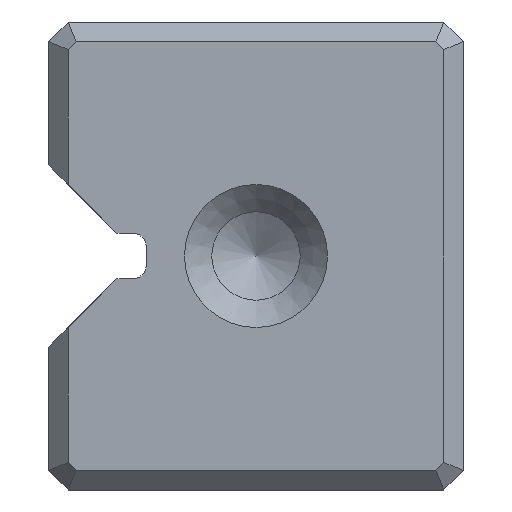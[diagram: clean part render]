
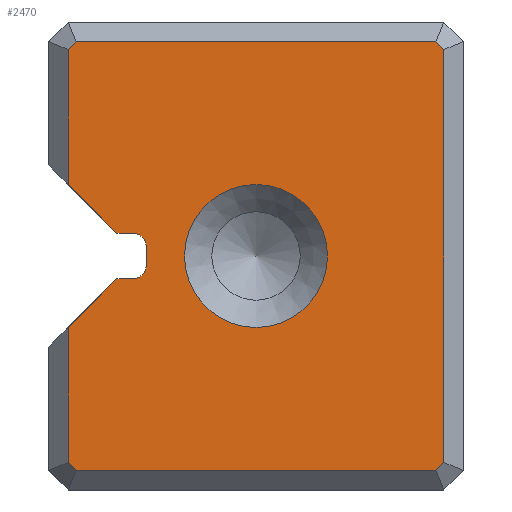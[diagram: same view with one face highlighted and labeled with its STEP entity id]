
A CAD part, left-side view. The second image highlights one B-rep face of the part: STEP entity #2470.
In plain terms, the highlighted planar face has unit normal (-1, 0, 0).
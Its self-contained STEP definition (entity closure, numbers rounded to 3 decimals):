
#2470=ADVANCED_FACE('',(#3334,#3335),#2836,.F.);
#2836=PLANE('',#8578);
#3075=CIRCLE('',#8575,5.5);
#3076=CIRCLE('',#8576,1.);
#3077=CIRCLE('',#8577,1.);
#3334=FACE_BOUND('',#3484,.T.);
#3335=FACE_BOUND('',#3485,.T.);
#3484=EDGE_LOOP('',(#4188));
#3485=EDGE_LOOP('',(#4189,#4190,#4191,#4192,#4193,#4194,#4195,#4196,#4197,
#4198,#4199,#4200,#4201,#4202,#4203,#4204));
#4188=ORIENTED_EDGE('',*,*,#6597,.T.);
#4189=ORIENTED_EDGE('',*,*,#6562,.F.);
#4190=ORIENTED_EDGE('',*,*,#6598,.T.);
#4191=ORIENTED_EDGE('',*,*,#6599,.T.);
#4192=ORIENTED_EDGE('',*,*,#6600,.T.);
#4193=ORIENTED_EDGE('',*,*,#6601,.T.);
#4194=ORIENTED_EDGE('',*,*,#6602,.T.);
#4195=ORIENTED_EDGE('',*,*,#6603,.T.);
#4196=ORIENTED_EDGE('',*,*,#6604,.T.);
#4197=ORIENTED_EDGE('',*,*,#6605,.T.);
#4198=ORIENTED_EDGE('',*,*,#6606,.T.);
#4199=ORIENTED_EDGE('',*,*,#6577,.F.);
#4200=ORIENTED_EDGE('',*,*,#6575,.F.);
#4201=ORIENTED_EDGE('',*,*,#6607,.T.);
#4202=ORIENTED_EDGE('',*,*,#6569,.F.);
#4203=ORIENTED_EDGE('',*,*,#6608,.T.);
#4204=ORIENTED_EDGE('',*,*,#6566,.F.);
#5947=VERTEX_POINT('',#10959);
#5948=VERTEX_POINT('',#10961);
#5951=VERTEX_POINT('',#10969);
#5953=VERTEX_POINT('',#10975);
#5954=VERTEX_POINT('',#10976);
#5959=VERTEX_POINT('',#10987);
#5960=VERTEX_POINT('',#10989);
#5961=VERTEX_POINT('',#10993);
#5976=VERTEX_POINT('',#11031);
#5977=VERTEX_POINT('',#11033);
#5978=VERTEX_POINT('',#11035);
#5979=VERTEX_POINT('',#11037);
#5980=VERTEX_POINT('',#11039);
#5981=VERTEX_POINT('',#11041);
#5982=VERTEX_POINT('',#11043);
#5983=VERTEX_POINT('',#11045);
#5984=VERTEX_POINT('',#11047);
#6562=EDGE_CURVE('',#5947,#5948,#7374,.T.);
#6566=EDGE_CURVE('',#5948,#5951,#7378,.T.);
#6569=EDGE_CURVE('',#5953,#5954,#7381,.T.);
#6575=EDGE_CURVE('',#5959,#5960,#7387,.T.);
#6577=EDGE_CURVE('',#5960,#5961,#7389,.T.);
#6597=EDGE_CURVE('',#5976,#5976,#3075,.T.);
#6598=EDGE_CURVE('',#5947,#5977,#7406,.T.);
#6599=EDGE_CURVE('',#5977,#5978,#7407,.T.);
#6600=EDGE_CURVE('',#5978,#5979,#7408,.T.);
#6601=EDGE_CURVE('',#5979,#5980,#7409,.T.);
#6602=EDGE_CURVE('',#5980,#5981,#7410,.T.);
#6603=EDGE_CURVE('',#5981,#5982,#7411,.T.);
#6604=EDGE_CURVE('',#5982,#5983,#7412,.T.);
#6605=EDGE_CURVE('',#5983,#5984,#7413,.T.);
#6606=EDGE_CURVE('',#5984,#5961,#7414,.T.);
#6607=EDGE_CURVE('',#5959,#5954,#3076,.T.);
#6608=EDGE_CURVE('',#5953,#5951,#3077,.T.);
#7374=LINE('',#10960,#8044);
#7378=LINE('',#10968,#8048);
#7381=LINE('',#10974,#8051);
#7387=LINE('',#10988,#8057);
#7389=LINE('',#10992,#8059);
#7406=LINE('',#11032,#8076);
#7407=LINE('',#11034,#8077);
#7408=LINE('',#11036,#8078);
#7409=LINE('',#11038,#8079);
#7410=LINE('',#11040,#8080);
#7411=LINE('',#11042,#8081);
#7412=LINE('',#11044,#8082);
#7413=LINE('',#11046,#8083);
#7414=LINE('',#11048,#8084);
#8044=VECTOR('',#9081,1.);
#8048=VECTOR('',#9087,1.);
#8051=VECTOR('',#9092,1.);
#8057=VECTOR('',#9100,1.);
#8059=VECTOR('',#9104,1.);
#8076=VECTOR('',#9135,1.);
#8077=VECTOR('',#9136,1.);
#8078=VECTOR('',#9137,1.);
#8079=VECTOR('',#9138,1.);
#8080=VECTOR('',#9139,1.);
#8081=VECTOR('',#9140,1.);
#8082=VECTOR('',#9141,1.);
#8083=VECTOR('',#9142,1.);
#8084=VECTOR('',#9143,1.);
#8575=AXIS2_PLACEMENT_3D('',#11030,#9133,#9134);
#8576=AXIS2_PLACEMENT_3D('',#11049,#9144,#9145);
#8577=AXIS2_PLACEMENT_3D('',#11050,#9146,#9147);
#8578=AXIS2_PLACEMENT_3D('',#11051,#9148,#9149);
#9081=DIRECTION('',(0.,-0.707,0.707));
#9087=DIRECTION('',(0.,-1.,0.));
#9092=DIRECTION('',(0.,0.,1.));
#9100=DIRECTION('',(0.,1.,0.));
#9104=DIRECTION('',(0.,0.707,0.707));
#9133=DIRECTION('',(1.,0.,0.));
#9134=DIRECTION('',(0.,0.,-1.));
#9135=DIRECTION('',(0.,0.,-1.));
#9136=DIRECTION('',(0.,-0.707,-0.707));
#9137=DIRECTION('',(0.,-1.,0.));
#9138=DIRECTION('',(0.,-0.707,0.707));
#9139=DIRECTION('',(0.,0.,1.));
#9140=DIRECTION('',(0.,0.707,0.707));
#9141=DIRECTION('',(0.,1.,0.));
#9142=DIRECTION('',(0.,0.707,-0.707));
#9143=DIRECTION('',(0.,0.,-1.));
#9144=DIRECTION('',(1.,0.,0.));
#9145=DIRECTION('',(0.,0.,-1.));
#9146=DIRECTION('',(1.,0.,0.));
#9147=DIRECTION('',(0.,0.,-1.));
#9148=DIRECTION('',(1.,0.,0.));
#9149=DIRECTION('',(0.,0.,1.));
#10959=CARTESIAN_POINT('',(-350.,14.45,12.493));
#10960=CARTESIAN_POINT('',(-350.,15.95,10.993));
#10961=CARTESIAN_POINT('',(-350.,10.693,16.25));
#10968=CARTESIAN_POINT('',(-350.,10.693,16.25));
#10969=CARTESIAN_POINT('',(-350.,9.45,16.25));
#10974=CARTESIAN_POINT('',(-350.,8.45,16.25));
#10975=CARTESIAN_POINT('',(-350.,8.45,17.25));
#10976=CARTESIAN_POINT('',(-350.,8.45,18.75));
#10987=CARTESIAN_POINT('',(-350.,9.45,19.75));
#10988=CARTESIAN_POINT('',(-350.,8.45,19.75));
#10989=CARTESIAN_POINT('',(-350.,10.693,19.75));
#10992=CARTESIAN_POINT('',(-350.,10.693,19.75));
#10993=CARTESIAN_POINT('',(-350.,14.45,23.507));
#11030=CARTESIAN_POINT('',(-350.,0.,18.));
#11031=CARTESIAN_POINT('',(-350.,0.,12.5));
#11032=CARTESIAN_POINT('',(-350.,14.45,0.));
#11033=CARTESIAN_POINT('',(-350.,14.45,2.121));
#11034=CARTESIAN_POINT('',(-350.,13.389,1.061));
#11035=CARTESIAN_POINT('',(-350.,13.829,1.5));
#11036=CARTESIAN_POINT('',(-350.,0.,1.5));
#11037=CARTESIAN_POINT('',(-350.,-13.829,1.5));
#11038=CARTESIAN_POINT('',(-350.,-14.889,2.561));
#11039=CARTESIAN_POINT('',(-350.,-14.45,2.121));
#11040=CARTESIAN_POINT('',(-350.,-14.45,0.));
#11041=CARTESIAN_POINT('',(-350.,-14.45,33.879));
#11042=CARTESIAN_POINT('',(-350.,-13.389,34.939));
#11043=CARTESIAN_POINT('',(-350.,-13.829,34.5));
#11044=CARTESIAN_POINT('',(-350.,0.,34.5));
#11045=CARTESIAN_POINT('',(-350.,13.829,34.5));
#11046=CARTESIAN_POINT('',(-350.,14.889,33.439));
#11047=CARTESIAN_POINT('',(-350.,14.45,33.879));
#11048=CARTESIAN_POINT('',(-350.,14.45,0.));
#11049=CARTESIAN_POINT('',(-350.,9.45,18.75));
#11050=CARTESIAN_POINT('',(-350.,9.45,17.25));
#11051=CARTESIAN_POINT('',(-350.,0.,0.));
